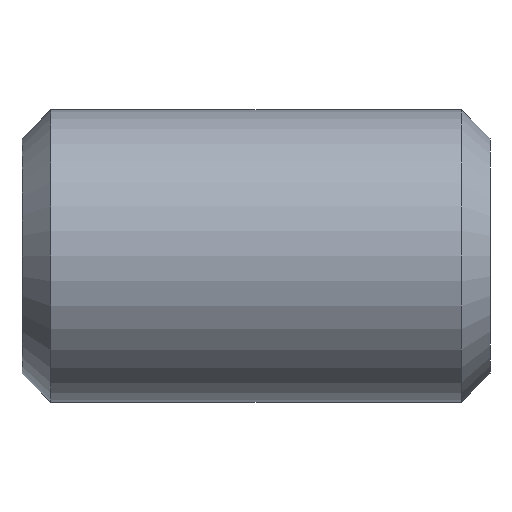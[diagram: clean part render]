
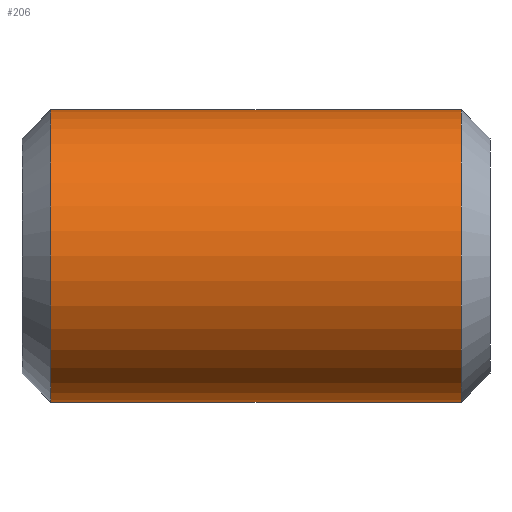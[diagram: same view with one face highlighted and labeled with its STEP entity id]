
A CAD part, front view. The second image highlights one B-rep face of the part: STEP entity #206.
In plain terms, the highlighted cylindrical face has radius 2.5 mm (diameter 5 mm), a full revolution.
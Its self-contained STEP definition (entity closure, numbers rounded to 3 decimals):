
#31=CYLINDRICAL_SURFACE('',#241,2.5);
#33=FACE_OUTER_BOUND('',#45,.T.);
#45=EDGE_LOOP('',(#149,#150,#151,#152,#153,#154));
#58=LINE('',#323,#74);
#74=VECTOR('',#272,2.5);
#89=CIRCLE('',#238,2.5);
#90=CIRCLE('',#239,2.5);
#92=CIRCLE('',#242,2.5);
#93=CIRCLE('',#243,2.5);
#95=VERTEX_POINT('',#311);
#96=VERTEX_POINT('',#312);
#98=VERTEX_POINT('',#319);
#99=VERTEX_POINT('',#320);
#115=EDGE_CURVE('',#95,#96,#89,.T.);
#116=EDGE_CURVE('',#96,#95,#90,.T.);
#119=EDGE_CURVE('',#98,#99,#92,.T.);
#120=EDGE_CURVE('',#99,#98,#93,.T.);
#121=EDGE_CURVE('',#99,#96,#58,.T.);
#149=ORIENTED_EDGE('',*,*,#119,.F.);
#150=ORIENTED_EDGE('',*,*,#120,.F.);
#151=ORIENTED_EDGE('',*,*,#121,.T.);
#152=ORIENTED_EDGE('',*,*,#115,.F.);
#153=ORIENTED_EDGE('',*,*,#116,.F.);
#154=ORIENTED_EDGE('',*,*,#121,.F.);
#206=ADVANCED_FACE('',(#33),#31,.T.);
#238=AXIS2_PLACEMENT_3D('',#313,#259,#260);
#239=AXIS2_PLACEMENT_3D('',#314,#261,#262);
#241=AXIS2_PLACEMENT_3D('',#318,#266,#267);
#242=AXIS2_PLACEMENT_3D('',#321,#268,#269);
#243=AXIS2_PLACEMENT_3D('',#322,#270,#271);
#259=DIRECTION('center_axis',(-1.,0.,0.));
#260=DIRECTION('ref_axis',(0.,-1.,0.));
#261=DIRECTION('center_axis',(-1.,0.,0.));
#262=DIRECTION('ref_axis',(0.,-1.,0.));
#266=DIRECTION('center_axis',(1.,0.,0.));
#267=DIRECTION('ref_axis',(0.,1.,0.));
#268=DIRECTION('center_axis',(1.,0.,0.));
#269=DIRECTION('ref_axis',(0.,-1.,0.));
#270=DIRECTION('center_axis',(1.,0.,0.));
#271=DIRECTION('ref_axis',(0.,-1.,0.));
#272=DIRECTION('',(-1.,0.,0.));
#311=CARTESIAN_POINT('',(0.491,2.5,0.));
#312=CARTESIAN_POINT('',(0.491,-2.5,0.));
#313=CARTESIAN_POINT('Origin',(0.491,0.,0.));
#314=CARTESIAN_POINT('Origin',(0.491,0.,0.));
#318=CARTESIAN_POINT('Origin',(4.,0.,0.));
#319=CARTESIAN_POINT('',(7.509,2.5,0.));
#320=CARTESIAN_POINT('',(7.509,-2.5,0.));
#321=CARTESIAN_POINT('Origin',(7.509,0.,0.));
#322=CARTESIAN_POINT('Origin',(7.509,0.,0.));
#323=CARTESIAN_POINT('',(4.,-2.5,0.));
